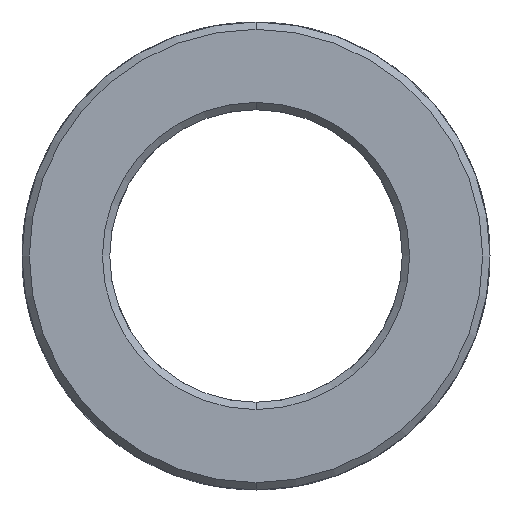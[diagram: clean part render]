
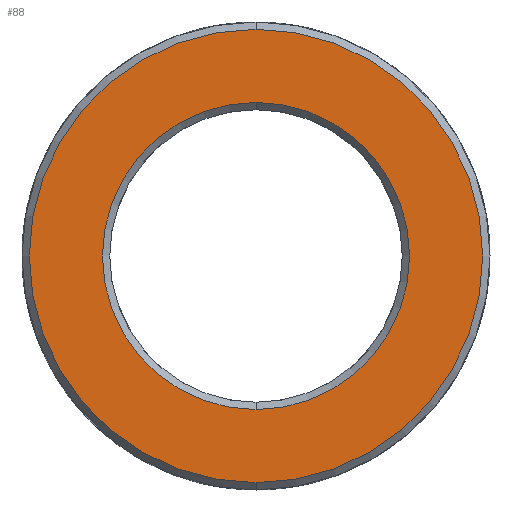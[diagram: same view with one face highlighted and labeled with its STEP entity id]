
A CAD part, front view. The second image highlights one B-rep face of the part: STEP entity #88.
In plain terms, the highlighted planar face has unit normal (0, -1, 0).
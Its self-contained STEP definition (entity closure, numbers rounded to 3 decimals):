
#11 = DIRECTION ( 'NONE',  ( 0., 0., 1. ) ) ;
#31 = AXIS2_PLACEMENT_3D ( 'NONE', #1107, #485, #1226 ) ;
#47 = EDGE_LOOP ( 'NONE', ( #932, #220 ) ) ;
#80 = VERTEX_POINT ( 'NONE', #988 ) ;
#88 = ADVANCED_FACE ( 'NONE', ( #1480, #222 ), #480, .F. ) ;
#131 = CARTESIAN_POINT ( 'NONE',  ( 0., -12.5, 0. ) ) ;
#132 = CARTESIAN_POINT ( 'NONE',  ( 0., -12.5, 5.25 ) ) ;
#161 = DIRECTION ( 'NONE',  ( 0., -1., 0. ) ) ;
#192 = EDGE_LOOP ( 'NONE', ( #1220, #410 ) ) ;
#220 = ORIENTED_EDGE ( 'NONE', *, *, #672, .T. ) ;
#222 = FACE_OUTER_BOUND ( 'NONE', #192, .T. ) ;
#235 = DIRECTION ( 'NONE',  ( 0., 0., 1. ) ) ;
#298 = VERTEX_POINT ( 'NONE', #1263 ) ;
#410 = ORIENTED_EDGE ( 'NONE', *, *, #1584, .T. ) ;
#472 = CIRCLE ( 'NONE', #1102, 7.75 ) ;
#480 = PLANE ( 'NONE',  #1181 ) ;
#485 = DIRECTION ( 'NONE',  ( 0., 1., 0. ) ) ;
#512 = EDGE_CURVE ( 'NONE', #80, #1255, #1126, .T. ) ;
#529 = AXIS2_PLACEMENT_3D ( 'NONE', #1274, #161, #771 ) ;
#605 = CARTESIAN_POINT ( 'NONE',  ( 0., -12.5, -7.75 ) ) ;
#641 = DIRECTION ( 'NONE',  ( 0., -1., 0. ) ) ;
#672 = EDGE_CURVE ( 'NONE', #1307, #298, #1515, .T. ) ;
#735 = CIRCLE ( 'NONE', #31, 5.25 ) ;
#739 = DIRECTION ( 'NONE',  ( 0., 0., 1. ) ) ;
#768 = EDGE_CURVE ( 'NONE', #298, #1307, #735, .T. ) ;
#771 = DIRECTION ( 'NONE',  ( 0., 0., 1. ) ) ;
#863 = CARTESIAN_POINT ( 'NONE',  ( 0., -12.5, 0. ) ) ;
#932 = ORIENTED_EDGE ( 'NONE', *, *, #768, .T. ) ;
#985 = DIRECTION ( 'NONE',  ( 0., 1., 0. ) ) ;
#988 = CARTESIAN_POINT ( 'NONE',  ( 0., -12.5, 7.75 ) ) ;
#1102 = AXIS2_PLACEMENT_3D ( 'NONE', #131, #641, #11 ) ;
#1107 = CARTESIAN_POINT ( 'NONE',  ( 0., -12.5, 0. ) ) ;
#1126 = CIRCLE ( 'NONE', #529, 7.75 ) ;
#1181 = AXIS2_PLACEMENT_3D ( 'NONE', #863, #1356, #739 ) ;
#1220 = ORIENTED_EDGE ( 'NONE', *, *, #512, .T. ) ;
#1226 = DIRECTION ( 'NONE',  ( 0., 0., 1. ) ) ;
#1232 = AXIS2_PLACEMENT_3D ( 'NONE', #1334, #985, #235 ) ;
#1255 = VERTEX_POINT ( 'NONE', #605 ) ;
#1263 = CARTESIAN_POINT ( 'NONE',  ( 0., -12.5, -5.25 ) ) ;
#1274 = CARTESIAN_POINT ( 'NONE',  ( 0., -12.5, 0. ) ) ;
#1307 = VERTEX_POINT ( 'NONE', #132 ) ;
#1334 = CARTESIAN_POINT ( 'NONE',  ( 0., -12.5, 0. ) ) ;
#1356 = DIRECTION ( 'NONE',  ( 0., 1., 0. ) ) ;
#1480 = FACE_BOUND ( 'NONE', #47, .T. ) ;
#1515 = CIRCLE ( 'NONE', #1232, 5.25 ) ;
#1584 = EDGE_CURVE ( 'NONE', #1255, #80, #472, .T. ) ;
